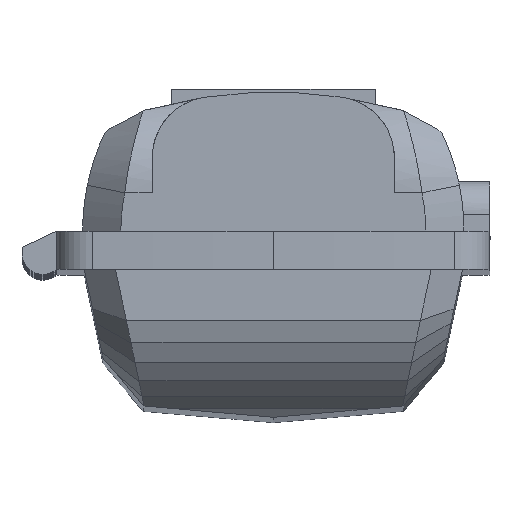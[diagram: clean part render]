
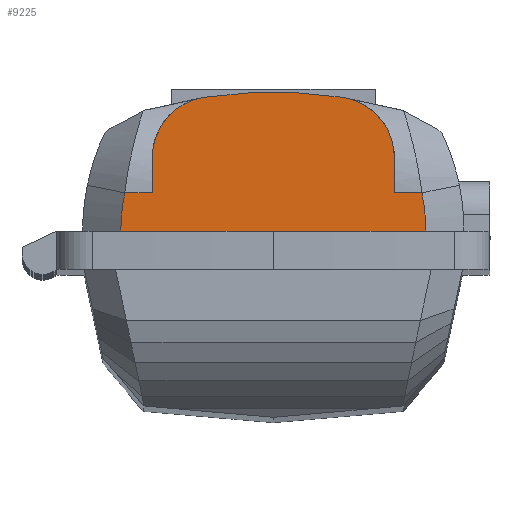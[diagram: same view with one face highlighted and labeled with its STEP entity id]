
A CAD part, top view. The second image highlights one B-rep face of the part: STEP entity #9225.
In plain terms, the highlighted planar face has unit normal (0, 0, 1).
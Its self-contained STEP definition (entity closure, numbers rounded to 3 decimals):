
#40 = CARTESIAN_POINT ( 'NONE',  ( -26.985, 52.486, 644. ) ) ;
#128 = CIRCLE ( 'NONE', #173, 24. ) ;
#170 = CARTESIAN_POINT ( 'NONE',  ( 47.5, 14.991, 644. ) ) ;
#173 = AXIS2_PLACEMENT_3D ( 'NONE', #4638, #4704, #6187 ) ;
#297 = CARTESIAN_POINT ( 'NONE',  ( 23.5, 28.738, 644. ) ) ;
#790 = AXIS2_PLACEMENT_3D ( 'NONE', #2180, #5202, #4484 ) ;
#1032 = EDGE_CURVE ( 'NONE', #7589, #9538, #1515, .T. ) ;
#1034 = DIRECTION ( 'NONE',  ( 0., -1., 0. ) ) ;
#1107 = CARTESIAN_POINT ( 'NONE',  ( -47.5, 35.638, 644. ) ) ;
#1281 = ORIENTED_EDGE ( 'NONE', *, *, #1032, .T. ) ;
#1317 = EDGE_CURVE ( 'NONE', #8804, #5516, #5496, .T. ) ;
#1334 = VERTEX_POINT ( 'NONE', #40 ) ;
#1452 = DIRECTION ( 'NONE',  ( -1., 0., 0. ) ) ;
#1478 = CARTESIAN_POINT ( 'NONE',  ( 14.799, -0.009, 644. ) ) ;
#1480 = LINE ( 'NONE', #1107, #9205 ) ;
#1515 = CIRCLE ( 'NONE', #4739, 74.619 ) ;
#1529 = EDGE_CURVE ( 'NONE', #5516, #9263, #7777, .T. ) ;
#1881 = CARTESIAN_POINT ( 'NONE',  ( -14.82, -0.009, 644. ) ) ;
#1884 = VERTEX_POINT ( 'NONE', #5029 ) ;
#1922 = CIRCLE ( 'NONE', #7097, 185.749 ) ;
#2038 = CARTESIAN_POINT ( 'NONE',  ( 0., -0.009, 644. ) ) ;
#2050 = EDGE_CURVE ( 'NONE', #1334, #8316, #128, .T. ) ;
#2166 = LINE ( 'NONE', #2038, #3343 ) ;
#2180 = CARTESIAN_POINT ( 'NONE',  ( -61.984, 35.638, 644. ) ) ;
#2486 = VECTOR ( 'NONE', #4556, 1000. ) ;
#2765 = ORIENTED_EDGE ( 'NONE', *, *, #4221, .T. ) ;
#2861 = CIRCLE ( 'NONE', #3243, 74.619 ) ;
#2970 = DIRECTION ( 'NONE',  ( -1., 0., 0. ) ) ;
#3189 = ORIENTED_EDGE ( 'NONE', *, *, #1529, .T. ) ;
#3243 = AXIS2_PLACEMENT_3D ( 'NONE', #1478, #8270, #2970 ) ;
#3300 = LINE ( 'NONE', #7976, #2486 ) ;
#3343 = VECTOR ( 'NONE', #6650, 1000. ) ;
#3493 = FACE_OUTER_BOUND ( 'NONE', #5357, .T. ) ;
#3662 = CARTESIAN_POINT ( 'NONE',  ( -61.984, 14.991, 644. ) ) ;
#4221 = EDGE_CURVE ( 'NONE', #8316, #1884, #1480, .T. ) ;
#4395 = EDGE_CURVE ( 'NONE', #7589, #8562, #2166, .T. ) ;
#4484 = DIRECTION ( 'NONE',  ( 1., 0., 0. ) ) ;
#4556 = DIRECTION ( 'NONE',  ( -1., 0., 0. ) ) ;
#4602 = EDGE_CURVE ( 'NONE', #8562, #6446, #2861, .T. ) ;
#4638 = CARTESIAN_POINT ( 'NONE',  ( -23.5, 28.741, 644. ) ) ;
#4704 = DIRECTION ( 'NONE',  ( 0., 0., 1. ) ) ;
#4739 = AXIS2_PLACEMENT_3D ( 'NONE', #1881, #7807, #7121 ) ;
#4849 = CARTESIAN_POINT ( 'NONE',  ( 47.5, 35.638, 644. ) ) ;
#5029 = CARTESIAN_POINT ( 'NONE',  ( -47.5, 14.991, 644. ) ) ;
#5049 = AXIS2_PLACEMENT_3D ( 'NONE', #297, #6370, #5474 ) ;
#5202 = DIRECTION ( 'NONE',  ( 0., 0., 1. ) ) ;
#5213 = ORIENTED_EDGE ( 'NONE', *, *, #4602, .F. ) ;
#5357 = EDGE_LOOP ( 'NONE', ( #8113, #8866, #3189, #9325, #7463, #2765, #7282, #5213, #6947, #1281 ) ) ;
#5474 = DIRECTION ( 'NONE',  ( 1., 0., 0. ) ) ;
#5496 = LINE ( 'NONE', #4849, #6076 ) ;
#5516 = VERTEX_POINT ( 'NONE', #8691 ) ;
#5895 = CARTESIAN_POINT ( 'NONE',  ( 26.988, 52.483, 644. ) ) ;
#6023 = DIRECTION ( 'NONE',  ( 0., 0., 1. ) ) ;
#6030 = EDGE_CURVE ( 'NONE', #9263, #1334, #1922, .T. ) ;
#6076 = VECTOR ( 'NONE', #7625, 1000. ) ;
#6140 = CARTESIAN_POINT ( 'NONE',  ( -47.5, 28.741, 644. ) ) ;
#6187 = DIRECTION ( 'NONE',  ( 1., 0., 0. ) ) ;
#6370 = DIRECTION ( 'NONE',  ( 0., 0., 1. ) ) ;
#6446 = VERTEX_POINT ( 'NONE', #7920 ) ;
#6570 = CARTESIAN_POINT ( 'NONE',  ( 58.276, 14.991, 644. ) ) ;
#6603 = EDGE_CURVE ( 'NONE', #1884, #6446, #3300, .T. ) ;
#6609 = DIRECTION ( 'NONE',  ( -1., 0., 0. ) ) ;
#6650 = DIRECTION ( 'NONE',  ( -1., 0., 0. ) ) ;
#6947 = ORIENTED_EDGE ( 'NONE', *, *, #4395, .F. ) ;
#7056 = VECTOR ( 'NONE', #1452, 1000. ) ;
#7097 = AXIS2_PLACEMENT_3D ( 'NONE', #8982, #6023, #6609 ) ;
#7121 = DIRECTION ( 'NONE',  ( 1., 0., 0. ) ) ;
#7282 = ORIENTED_EDGE ( 'NONE', *, *, #6603, .T. ) ;
#7463 = ORIENTED_EDGE ( 'NONE', *, *, #2050, .T. ) ;
#7589 = VERTEX_POINT ( 'NONE', #9570 ) ;
#7625 = DIRECTION ( 'NONE',  ( 0., 1., 0. ) ) ;
#7777 = CIRCLE ( 'NONE', #5049, 24. ) ;
#7807 = DIRECTION ( 'NONE',  ( 0., 0., 1. ) ) ;
#7920 = CARTESIAN_POINT ( 'NONE',  ( -58.297, 14.991, 644. ) ) ;
#7976 = CARTESIAN_POINT ( 'NONE',  ( -61.984, 14.991, 644. ) ) ;
#8081 = EDGE_CURVE ( 'NONE', #9538, #8804, #9631, .T. ) ;
#8113 = ORIENTED_EDGE ( 'NONE', *, *, #8081, .T. ) ;
#8270 = DIRECTION ( 'NONE',  ( 0., 0., -1. ) ) ;
#8316 = VERTEX_POINT ( 'NONE', #6140 ) ;
#8562 = VERTEX_POINT ( 'NONE', #8798 ) ;
#8691 = CARTESIAN_POINT ( 'NONE',  ( 47.5, 28.738, 644. ) ) ;
#8798 = CARTESIAN_POINT ( 'NONE',  ( -59.82, -0.009, 644. ) ) ;
#8804 = VERTEX_POINT ( 'NONE', #170 ) ;
#8855 = PLANE ( 'NONE',  #790 ) ;
#8866 = ORIENTED_EDGE ( 'NONE', *, *, #1317, .T. ) ;
#8982 = CARTESIAN_POINT ( 'NONE',  ( -0.01, -131.293, 644. ) ) ;
#9205 = VECTOR ( 'NONE', #1034, 1000. ) ;
#9225 = ADVANCED_FACE ( 'NONE', ( #3493 ), #8855, .T. ) ;
#9263 = VERTEX_POINT ( 'NONE', #5895 ) ;
#9325 = ORIENTED_EDGE ( 'NONE', *, *, #6030, .T. ) ;
#9538 = VERTEX_POINT ( 'NONE', #6570 ) ;
#9570 = CARTESIAN_POINT ( 'NONE',  ( 59.799, -0.009, 644. ) ) ;
#9631 = LINE ( 'NONE', #3662, #7056 ) ;
